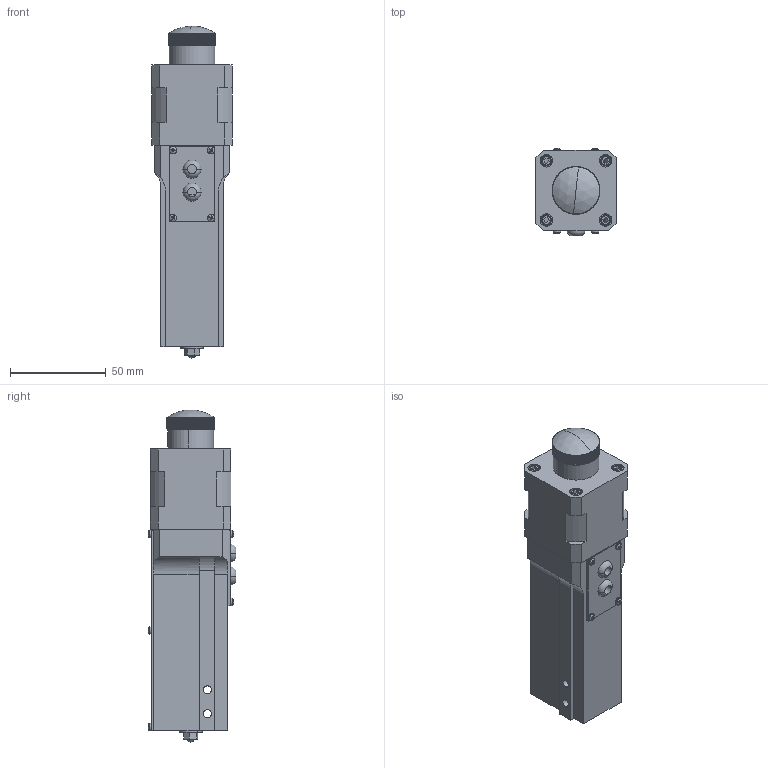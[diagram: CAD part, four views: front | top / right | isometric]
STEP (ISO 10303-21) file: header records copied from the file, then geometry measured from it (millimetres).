
FILE_DESCRIPTION (( 'STEP AP214' ), '1' );
FILE_NAME ('DRV013 - Modular 25mm Motor Drive.STEP', '2012-05-25T12:02:13', ( '' ), ( '' ), 'SwSTEP 2.0', 'SolidWorks 2011', '' );
FILE_SCHEMA (( 'AUTOMOTIVE_DESIGN' ));
Length unit declared in the file: millimetre
Products named in the file (1): DRV013 - Modular 25mm Motor Drive
Bounding box: 42 x 45.97 x 173.69 mm (x, y, z)
Surface area: 41968.4 mm2 (no closed solid volume)
Topology: 0 solids, 25 shells, 1037 faces, 3562 edges, 2436 vertices
Faces by surface type: plane 724, cylinder 224, cone 41, sphere 24, torus 24
Entity records: 51521 total; most frequent: CARTESIAN_POINT 9634, DIRECTION 6507, ORIENTED_EDGE 6232, EDGE_CURVE 3557, AXIS2_PLACEMENT_3D 2588, VERTEX_POINT 2433, CIRCLE 1550, LINE 1331
